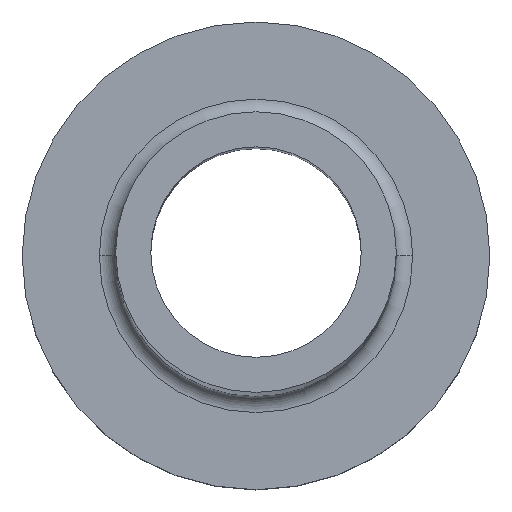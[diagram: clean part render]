
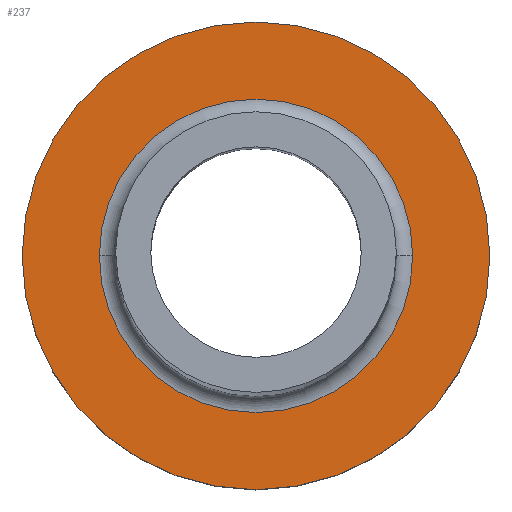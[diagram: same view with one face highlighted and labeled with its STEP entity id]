
A CAD part, top view. The second image highlights one B-rep face of the part: STEP entity #237.
In plain terms, the highlighted planar face has unit normal (0, 0, 1).
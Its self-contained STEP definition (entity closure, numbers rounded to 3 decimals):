
#12 = DIRECTION ( 'NONE',  ( 1., 0., 0. ) ) ;
#42 = DIRECTION ( 'NONE',  ( 0., 0., 1. ) ) ;
#45 = PLANE ( 'NONE',  #177 ) ;
#46 = CIRCLE ( 'NONE', #153, 6.7 ) ;
#67 = ORIENTED_EDGE ( 'NONE', *, *, #225, .T. ) ;
#82 = DIRECTION ( 'NONE',  ( 0., 0., -1. ) ) ;
#85 = DIRECTION ( 'NONE',  ( 1., 0., 0. ) ) ;
#86 = CARTESIAN_POINT ( 'NONE',  ( 0., 0., 7. ) ) ;
#97 = EDGE_LOOP ( 'NONE', ( #200, #67 ) ) ;
#116 = DIRECTION ( 'NONE',  ( 1., 0., 0. ) ) ;
#122 = EDGE_CURVE ( 'NONE', #236, #243, #240, .T. ) ;
#129 = AXIS2_PLACEMENT_3D ( 'NONE', #361, #42, #285 ) ;
#151 = FACE_BOUND ( 'NONE', #97, .T. ) ;
#153 = AXIS2_PLACEMENT_3D ( 'NONE', #86, #299, #116 ) ;
#177 = AXIS2_PLACEMENT_3D ( 'NONE', #258, #198, #12 ) ;
#184 = CARTESIAN_POINT ( 'NONE',  ( 0., 0., 7. ) ) ;
#185 = CIRCLE ( 'NONE', #371, 6.7 ) ;
#194 = FACE_OUTER_BOUND ( 'NONE', #343, .T. ) ;
#198 = DIRECTION ( 'NONE',  ( 0., 0., 1. ) ) ;
#200 = ORIENTED_EDGE ( 'NONE', *, *, #206, .T. ) ;
#206 = EDGE_CURVE ( 'NONE', #223, #355, #185, .T. ) ;
#222 = CARTESIAN_POINT ( 'NONE',  ( 0., 0., 7. ) ) ;
#223 = VERTEX_POINT ( 'NONE', #262 ) ;
#225 = EDGE_CURVE ( 'NONE', #355, #223, #46, .T. ) ;
#232 = ORIENTED_EDGE ( 'NONE', *, *, #122, .T. ) ;
#236 = VERTEX_POINT ( 'NONE', #438 ) ;
#237 = ADVANCED_FACE ( 'NONE', ( #151, #194 ), #45, .T. ) ;
#240 = CIRCLE ( 'NONE', #129, 10. ) ;
#243 = VERTEX_POINT ( 'NONE', #335 ) ;
#247 = EDGE_CURVE ( 'NONE', #243, #236, #307, .T. ) ;
#258 = CARTESIAN_POINT ( 'NONE',  ( 0., 0., 7. ) ) ;
#262 = CARTESIAN_POINT ( 'NONE',  ( 6.7, 0., 7. ) ) ;
#264 = DIRECTION ( 'NONE',  ( 1., 0., 0. ) ) ;
#276 = CARTESIAN_POINT ( 'NONE',  ( -6.7, 0., 7. ) ) ;
#285 = DIRECTION ( 'NONE',  ( 1., 0., 0. ) ) ;
#299 = DIRECTION ( 'NONE',  ( 0., 0., -1. ) ) ;
#300 = AXIS2_PLACEMENT_3D ( 'NONE', #222, #401, #85 ) ;
#307 = CIRCLE ( 'NONE', #300, 10. ) ;
#335 = CARTESIAN_POINT ( 'NONE',  ( 10., 0., 7. ) ) ;
#343 = EDGE_LOOP ( 'NONE', ( #232, #455 ) ) ;
#355 = VERTEX_POINT ( 'NONE', #276 ) ;
#361 = CARTESIAN_POINT ( 'NONE',  ( 0., 0., 7. ) ) ;
#371 = AXIS2_PLACEMENT_3D ( 'NONE', #184, #82, #264 ) ;
#401 = DIRECTION ( 'NONE',  ( 0., 0., 1. ) ) ;
#438 = CARTESIAN_POINT ( 'NONE',  ( -10., 0., 7. ) ) ;
#455 = ORIENTED_EDGE ( 'NONE', *, *, #247, .T. ) ;
